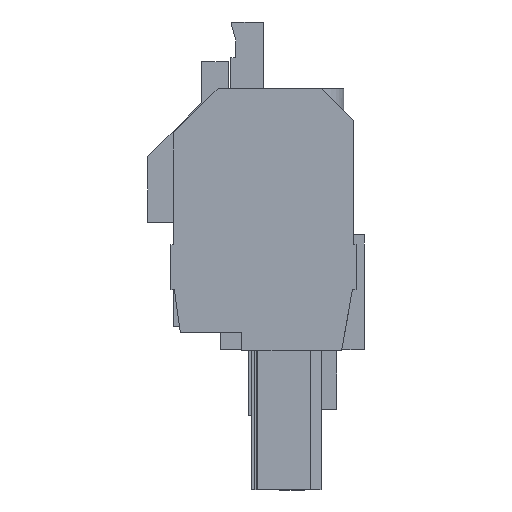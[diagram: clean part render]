
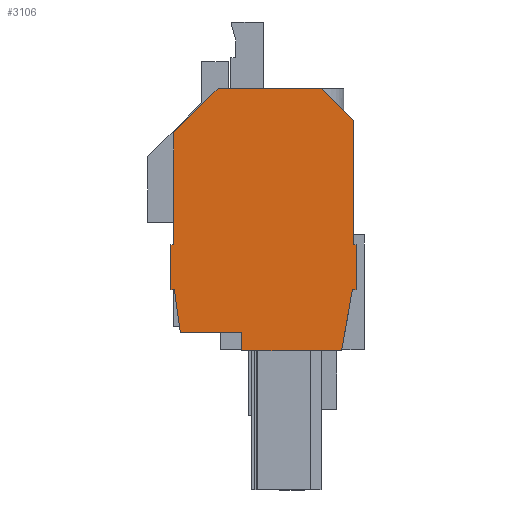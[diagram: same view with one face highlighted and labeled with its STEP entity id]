
A CAD part, left-side view. The second image highlights one B-rep face of the part: STEP entity #3106.
In plain terms, the highlighted planar face has unit normal (-1, 0, 0).
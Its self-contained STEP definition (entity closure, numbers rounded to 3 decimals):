
#3017=AXIS2_PLACEMENT_3D('Plane Axis2P3D',#3014,#3015,#3016) ;
#136=CARTESIAN_POINT('Vertex',(0.,21.23,27.3)) ;
#141=CARTESIAN_POINT('Line Origine',(0.,21.23,33.532)) ;
#145=CARTESIAN_POINT('Vertex',(0.,21.23,39.764)) ;
#304=CARTESIAN_POINT('Vertex',(0.,1.23,27.3)) ;
#572=CARTESIAN_POINT('Vertex',(0.,1.23,41.114)) ;
#575=CARTESIAN_POINT('Line Origine',(0.,1.23,34.207)) ;
#2354=CARTESIAN_POINT('Vertex',(0.,1.334,22.3)) ;
#2357=CARTESIAN_POINT('Line Origine',(0.,1.934,18.9)) ;
#2361=CARTESIAN_POINT('Vertex',(0.,2.533,15.5)) ;
#2412=CARTESIAN_POINT('Vertex',(0.,20.487,17.5)) ;
#2415=CARTESIAN_POINT('Line Origine',(0.,20.825,19.9)) ;
#2419=CARTESIAN_POINT('Vertex',(0.,21.162,22.3)) ;
#2879=CARTESIAN_POINT('Vertex',(0.,4.816,44.7)) ;
#2882=CARTESIAN_POINT('Line Origine',(0.,3.023,42.907)) ;
#3014=CARTESIAN_POINT('Axis2P3D Location',(0.,0.93,0.)) ;
#3019=CARTESIAN_POINT('Line Origine',(0.,21.53,24.8)) ;
#3023=CARTESIAN_POINT('Vertex',(0.,21.53,27.3)) ;
#3025=CARTESIAN_POINT('Vertex',(0.,21.53,22.3)) ;
#3028=CARTESIAN_POINT('Line Origine',(0.,21.346,22.3)) ;
#3033=CARTESIAN_POINT('Line Origine',(0.,17.07,17.5)) ;
#3037=CARTESIAN_POINT('Vertex',(0.,13.653,17.5)) ;
#3040=CARTESIAN_POINT('Line Origine',(0.,13.653,16.5)) ;
#3044=CARTESIAN_POINT('Vertex',(0.,13.653,15.5)) ;
#3047=CARTESIAN_POINT('Line Origine',(0.,8.093,15.5)) ;
#3052=CARTESIAN_POINT('Line Origine',(0.,1.132,22.3)) ;
#3056=CARTESIAN_POINT('Vertex',(0.,0.93,22.3)) ;
#3059=CARTESIAN_POINT('Line Origine',(0.,0.93,24.8)) ;
#3063=CARTESIAN_POINT('Vertex',(0.,0.93,27.3)) ;
#3066=CARTESIAN_POINT('Line Origine',(0.,1.08,27.3)) ;
#3071=CARTESIAN_POINT('Line Origine',(0.,10.555,44.7)) ;
#3075=CARTESIAN_POINT('Vertex',(0.,16.294,44.7)) ;
#3078=CARTESIAN_POINT('Line Origine',(0.,18.762,42.232)) ;
#3083=CARTESIAN_POINT('Line Origine',(0.,21.38,27.3)) ;
#142=DIRECTION('Vector Direction',(0.,0.,1.)) ;
#576=DIRECTION('Vector Direction',(0.,0.,-1.)) ;
#2358=DIRECTION('Vector Direction',(0.,0.174,-0.985)) ;
#2416=DIRECTION('Vector Direction',(0.,-0.139,-0.99)) ;
#2883=DIRECTION('Vector Direction',(0.,0.707,0.707)) ;
#3015=DIRECTION('Axis2P3D Direction',(-1.,0.,0.)) ;
#3016=DIRECTION('Axis2P3D XDirection',(0.,0.,1.)) ;
#3020=DIRECTION('Vector Direction',(0.,0.,-1.)) ;
#3029=DIRECTION('Vector Direction',(0.,-1.,0.)) ;
#3034=DIRECTION('Vector Direction',(0.,-1.,0.)) ;
#3041=DIRECTION('Vector Direction',(0.,0.,-1.)) ;
#3048=DIRECTION('Vector Direction',(0.,-1.,0.)) ;
#3053=DIRECTION('Vector Direction',(0.,-1.,0.)) ;
#3060=DIRECTION('Vector Direction',(0.,0.,1.)) ;
#3067=DIRECTION('Vector Direction',(0.,1.,0.)) ;
#3072=DIRECTION('Vector Direction',(0.,1.,0.)) ;
#3079=DIRECTION('Vector Direction',(0.,0.707,-0.707)) ;
#3084=DIRECTION('Vector Direction',(0.,1.,0.)) ;
#143=VECTOR('Line Direction',#142,1.) ;
#577=VECTOR('Line Direction',#576,1.) ;
#2359=VECTOR('Line Direction',#2358,1.) ;
#2417=VECTOR('Line Direction',#2416,1.) ;
#2884=VECTOR('Line Direction',#2883,1.) ;
#3021=VECTOR('Line Direction',#3020,1.) ;
#3030=VECTOR('Line Direction',#3029,1.) ;
#3035=VECTOR('Line Direction',#3034,1.) ;
#3042=VECTOR('Line Direction',#3041,1.) ;
#3049=VECTOR('Line Direction',#3048,1.) ;
#3054=VECTOR('Line Direction',#3053,1.) ;
#3061=VECTOR('Line Direction',#3060,1.) ;
#3068=VECTOR('Line Direction',#3067,1.) ;
#3073=VECTOR('Line Direction',#3072,1.) ;
#3080=VECTOR('Line Direction',#3079,1.) ;
#3085=VECTOR('Line Direction',#3084,1.) ;
#3089=ORIENTED_EDGE('',*,*,#3027,.T.) ;
#3090=ORIENTED_EDGE('',*,*,#3032,.T.) ;
#3091=ORIENTED_EDGE('',*,*,#2421,.T.) ;
#3092=ORIENTED_EDGE('',*,*,#3039,.T.) ;
#3093=ORIENTED_EDGE('',*,*,#3046,.T.) ;
#3094=ORIENTED_EDGE('',*,*,#3051,.T.) ;
#3095=ORIENTED_EDGE('',*,*,#2363,.T.) ;
#3096=ORIENTED_EDGE('',*,*,#3058,.T.) ;
#3097=ORIENTED_EDGE('',*,*,#3065,.T.) ;
#3098=ORIENTED_EDGE('',*,*,#3070,.T.) ;
#3099=ORIENTED_EDGE('',*,*,#579,.T.) ;
#3100=ORIENTED_EDGE('',*,*,#2886,.T.) ;
#3101=ORIENTED_EDGE('',*,*,#3077,.T.) ;
#3102=ORIENTED_EDGE('',*,*,#3082,.T.) ;
#3103=ORIENTED_EDGE('',*,*,#147,.T.) ;
#3104=ORIENTED_EDGE('',*,*,#3087,.T.) ;
#3106=ADVANCED_FACE('housing',(#3105),#3018,.T.) ;
#147=EDGE_CURVE('',#146,#137,#144,.F.) ;
#579=EDGE_CURVE('',#305,#573,#578,.F.) ;
#2363=EDGE_CURVE('',#2362,#2355,#2360,.F.) ;
#2421=EDGE_CURVE('',#2420,#2413,#2418,.T.) ;
#2886=EDGE_CURVE('',#573,#2880,#2885,.T.) ;
#3027=EDGE_CURVE('',#3024,#3026,#3022,.T.) ;
#3032=EDGE_CURVE('',#3026,#2420,#3031,.T.) ;
#3039=EDGE_CURVE('',#2413,#3038,#3036,.T.) ;
#3046=EDGE_CURVE('',#3038,#3045,#3043,.T.) ;
#3051=EDGE_CURVE('',#3045,#2362,#3050,.T.) ;
#3058=EDGE_CURVE('',#2355,#3057,#3055,.T.) ;
#3065=EDGE_CURVE('',#3057,#3064,#3062,.T.) ;
#3070=EDGE_CURVE('',#3064,#305,#3069,.T.) ;
#3077=EDGE_CURVE('',#2880,#3076,#3074,.T.) ;
#3082=EDGE_CURVE('',#3076,#146,#3081,.T.) ;
#3087=EDGE_CURVE('',#137,#3024,#3086,.T.) ;
#3088=EDGE_LOOP('',(#3089,#3090,#3091,#3092,#3093,#3094,#3095,#3096,#3097,#3098,#3099,#3100,#3101,#3102,#3103,#3104)) ;
#3105=FACE_OUTER_BOUND('',#3088,.T.) ;
#144=LINE('Line',#141,#143) ;
#578=LINE('Line',#575,#577) ;
#2360=LINE('Line',#2357,#2359) ;
#2418=LINE('Line',#2415,#2417) ;
#2885=LINE('Line',#2882,#2884) ;
#3022=LINE('Line',#3019,#3021) ;
#3031=LINE('Line',#3028,#3030) ;
#3036=LINE('Line',#3033,#3035) ;
#3043=LINE('Line',#3040,#3042) ;
#3050=LINE('Line',#3047,#3049) ;
#3055=LINE('Line',#3052,#3054) ;
#3062=LINE('Line',#3059,#3061) ;
#3069=LINE('Line',#3066,#3068) ;
#3074=LINE('Line',#3071,#3073) ;
#3081=LINE('Line',#3078,#3080) ;
#3086=LINE('Line',#3083,#3085) ;
#3018=PLANE('',#3017) ;
#137=VERTEX_POINT('',#136) ;
#146=VERTEX_POINT('',#145) ;
#305=VERTEX_POINT('',#304) ;
#573=VERTEX_POINT('',#572) ;
#2355=VERTEX_POINT('',#2354) ;
#2362=VERTEX_POINT('',#2361) ;
#2413=VERTEX_POINT('',#2412) ;
#2420=VERTEX_POINT('',#2419) ;
#2880=VERTEX_POINT('',#2879) ;
#3024=VERTEX_POINT('',#3023) ;
#3026=VERTEX_POINT('',#3025) ;
#3038=VERTEX_POINT('',#3037) ;
#3045=VERTEX_POINT('',#3044) ;
#3057=VERTEX_POINT('',#3056) ;
#3064=VERTEX_POINT('',#3063) ;
#3076=VERTEX_POINT('',#3075) ;
